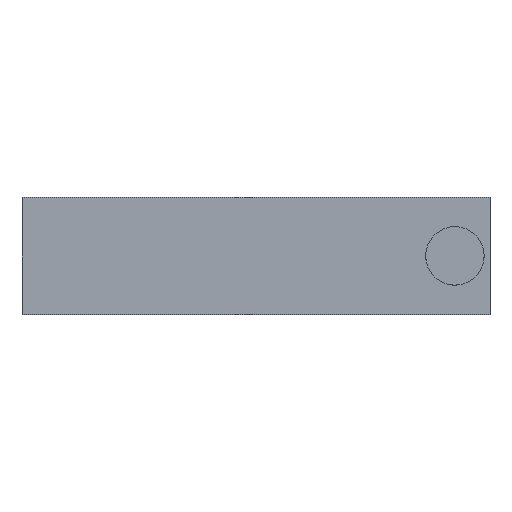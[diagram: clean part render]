
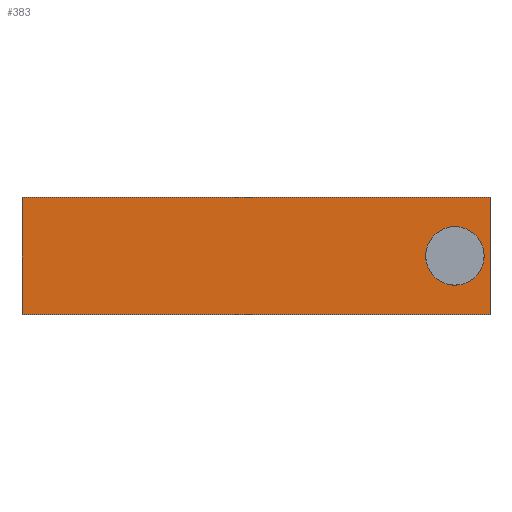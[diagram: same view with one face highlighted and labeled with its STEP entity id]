
A CAD part, top view. The second image highlights one B-rep face of the part: STEP entity #383.
In plain terms, the highlighted planar face has unit normal (0, 0, 1).
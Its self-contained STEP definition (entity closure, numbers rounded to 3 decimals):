
#122=ORIENTED_EDGE('',*,*,#178,.T.);
#123=ORIENTED_EDGE('',*,*,#179,.T.);
#124=ORIENTED_EDGE('',*,*,#180,.T.);
#125=ORIENTED_EDGE('',*,*,#175,.T.);
#175=EDGE_CURVE('',#211,#210,#247,.T.);
#178=EDGE_CURVE('',#210,#212,#250,.T.);
#179=EDGE_CURVE('',#212,#213,#251,.T.);
#180=EDGE_CURVE('',#213,#211,#252,.T.);
#210=VERTEX_POINT('',#643);
#211=VERTEX_POINT('',#645);
#212=VERTEX_POINT('',#649);
#213=VERTEX_POINT('',#653);
#247=LINE('',#644,#287);
#250=LINE('',#650,#290);
#251=LINE('',#652,#291);
#252=LINE('',#654,#292);
#287=VECTOR('',#535,1.);
#290=VECTOR('',#540,1.);
#291=VECTOR('',#543,1.);
#292=VECTOR('',#544,1.);
#315=EDGE_LOOP('',(#122,#123,#124,#125));
#339=FACE_BOUND('',#315,.T.);
#359=PLANE('',#435);
#383=ADVANCED_FACE('',(#339),#359,.T.);
#435=AXIS2_PLACEMENT_3D('',#651,#541,#542);
#535=DIRECTION('',(0.,-1.,0.));
#540=DIRECTION('',(1.,0.,0.));
#541=DIRECTION('',(0.,0.,1.));
#542=DIRECTION('',(-1.,0.,0.));
#543=DIRECTION('',(0.,1.,0.));
#544=DIRECTION('',(-1.,0.,0.));
#643=CARTESIAN_POINT('',(0.,0.,0.5));
#644=CARTESIAN_POINT('',(0.,10.,0.5));
#645=CARTESIAN_POINT('',(0.,10.,0.5));
#649=CARTESIAN_POINT('',(40.,0.,0.5));
#650=CARTESIAN_POINT('',(0.,0.,0.5));
#651=CARTESIAN_POINT('',(40.,10.,0.5));
#652=CARTESIAN_POINT('',(40.,0.,0.5));
#653=CARTESIAN_POINT('',(40.,10.,0.5));
#654=CARTESIAN_POINT('',(40.,10.,0.5));
